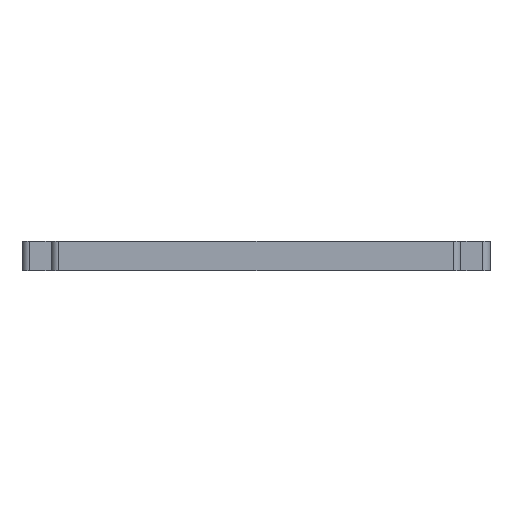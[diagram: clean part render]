
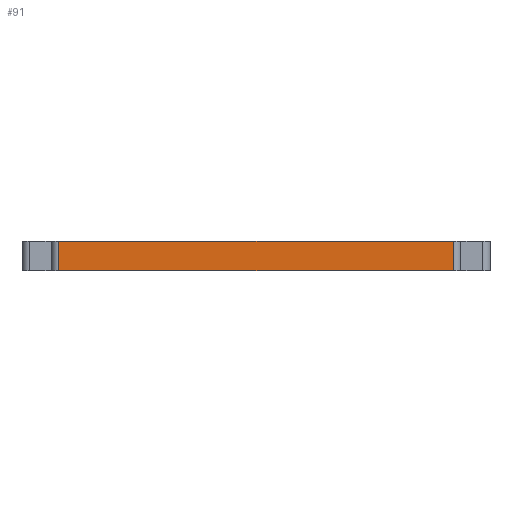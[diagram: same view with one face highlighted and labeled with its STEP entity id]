
A CAD part, left-side view. The second image highlights one B-rep face of the part: STEP entity #91.
In plain terms, the highlighted planar face has unit normal (-1, 0, 0).
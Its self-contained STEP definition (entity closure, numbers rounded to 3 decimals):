
#91=ADVANCED_FACE('',(#520),#522,.T.);
#520=FACE_BOUND('',#521,.T.);
#521=EDGE_LOOP('',(#1457,#1458,#1459,#1460));
#522=PLANE('',#523);
#523=AXIS2_PLACEMENT_3D('',#524,#525,#526);
#524=CARTESIAN_POINT('',(-50.,28.,0.));
#525=DIRECTION('',(-1.,0.,0.));
#526=DIRECTION('',(0.,-1.,0.));
#1457=ORIENTED_EDGE('',*,*,#2060,.F.);
#1458=ORIENTED_EDGE('',*,*,#1829,.T.);
#1459=ORIENTED_EDGE('',*,*,#2061,.T.);
#1460=ORIENTED_EDGE('',*,*,#2010,.F.);
#1829=EDGE_CURVE('',#2181,#2179,#2182,.T.);
#2010=EDGE_CURVE('',#2541,#2543,#2544,.T.);
#2060=EDGE_CURVE('',#2181,#2541,#2631,.T.);
#2061=EDGE_CURVE('',#2179,#2543,#2632,.T.);
#2179=VERTEX_POINT('',#2781);
#2181=VERTEX_POINT('',#2786);
#2182=LINE('',#2787,#2788);
#2541=VERTEX_POINT('',#3563);
#2543=VERTEX_POINT('',#3568);
#2544=LINE('',#3569,#3570);
#2631=LINE('',#3776,#3777);
#2632=LINE('',#3779,#3780);
#2781=CARTESIAN_POINT('',(-50.,-27.,0.));
#2786=CARTESIAN_POINT('',(-50.,27.,0.));
#2787=CARTESIAN_POINT('',(-50.,27.,0.));
#2788=VECTOR('',#2789,1.);
#2789=DIRECTION('',(0.,-1.,0.));
#3563=CARTESIAN_POINT('',(-50.,27.,4.));
#3568=CARTESIAN_POINT('',(-50.,-27.,4.));
#3569=CARTESIAN_POINT('',(-50.,27.,4.));
#3570=VECTOR('',#3571,1.);
#3571=DIRECTION('',(0.,-1.,0.));
#3776=CARTESIAN_POINT('',(-50.,27.,0.));
#3777=VECTOR('',#3778,1.);
#3778=DIRECTION('',(0.,0.,1.));
#3779=CARTESIAN_POINT('',(-50.,-27.,0.));
#3780=VECTOR('',#3781,1.);
#3781=DIRECTION('',(0.,0.,1.));
